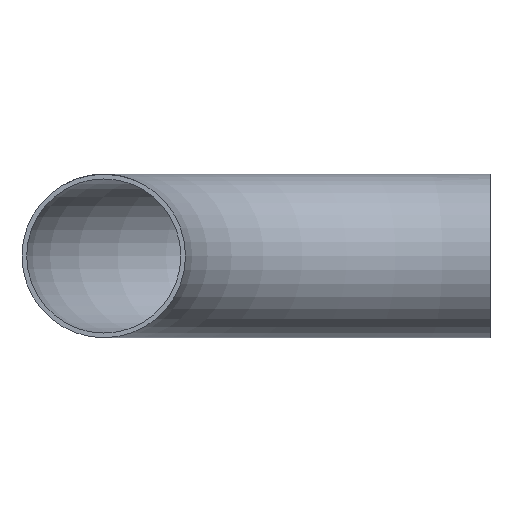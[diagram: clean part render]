
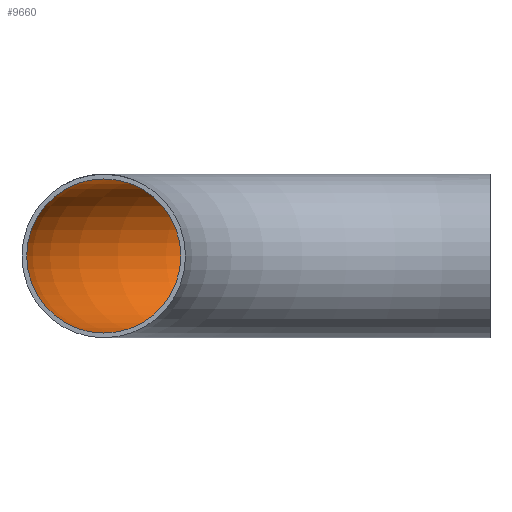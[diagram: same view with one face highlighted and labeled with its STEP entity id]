
A CAD part, front view. The second image highlights one B-rep face of the part: STEP entity #9660.
In plain terms, the highlighted toroidal (fillet/blend) face has major radius 330 mm and minor radius 65.85 mm.
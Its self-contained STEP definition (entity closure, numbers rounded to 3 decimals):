
#38 = CIRCLE ( 'NONE', #15460, 65.85 ) ;
#2239 = EDGE_CURVE ( 'NONE', #5547, #5547, #14684, .T. ) ;
#2392 = FACE_OUTER_BOUND ( 'NONE', #21548, .T. ) ;
#2514 = DIRECTION ( 'NONE',  ( 0., 0., -1. ) ) ;
#3054 = ORIENTED_EDGE ( 'NONE', *, *, #2239, .T. ) ;
#3097 = DIRECTION ( 'NONE',  ( 1., 0., 0. ) ) ;
#3614 = CARTESIAN_POINT ( 'NONE',  ( -330., 0., 65.85 ) ) ;
#5547 = VERTEX_POINT ( 'NONE', #16653 ) ;
#8119 = EDGE_CURVE ( 'NONE', #18356, #18356, #38, .T. ) ;
#9660 = ADVANCED_FACE ( 'NONE', ( #11554, #2392 ), #13616, .F. ) ;
#9749 = CARTESIAN_POINT ( 'NONE',  ( 0., 0., 0. ) ) ;
#11554 = FACE_OUTER_BOUND ( 'NONE', #11608, .T. ) ;
#11608 = EDGE_LOOP ( 'NONE', ( #3054 ) ) ;
#13144 = CARTESIAN_POINT ( 'NONE',  ( -330., 0., 0. ) ) ;
#13616 = TOROIDAL_SURFACE ( 'NONE', #22111, 330., 65.85 ) ;
#13850 = DIRECTION ( 'NONE',  ( -1., 0., 0. ) ) ;
#14684 = CIRCLE ( 'NONE', #20094, 65.85 ) ;
#15091 = DIRECTION ( 'NONE',  ( 0., 0., 1. ) ) ;
#15460 = AXIS2_PLACEMENT_3D ( 'NONE', #13144, #18367, #15091 ) ;
#16023 = DIRECTION ( 'NONE',  ( 0., 1., 0. ) ) ;
#16653 = CARTESIAN_POINT ( 'NONE',  ( 0., 395.85, 0. ) ) ;
#18356 = VERTEX_POINT ( 'NONE', #3614 ) ;
#18367 = DIRECTION ( 'NONE',  ( 0., 1., 0. ) ) ;
#20094 = AXIS2_PLACEMENT_3D ( 'NONE', #23380, #3097, #16023 ) ;
#21548 = EDGE_LOOP ( 'NONE', ( #23274 ) ) ;
#22111 = AXIS2_PLACEMENT_3D ( 'NONE', #9749, #2514, #13850 ) ;
#23274 = ORIENTED_EDGE ( 'NONE', *, *, #8119, .F. ) ;
#23380 = CARTESIAN_POINT ( 'NONE',  ( 0., 330., 0. ) ) ;
